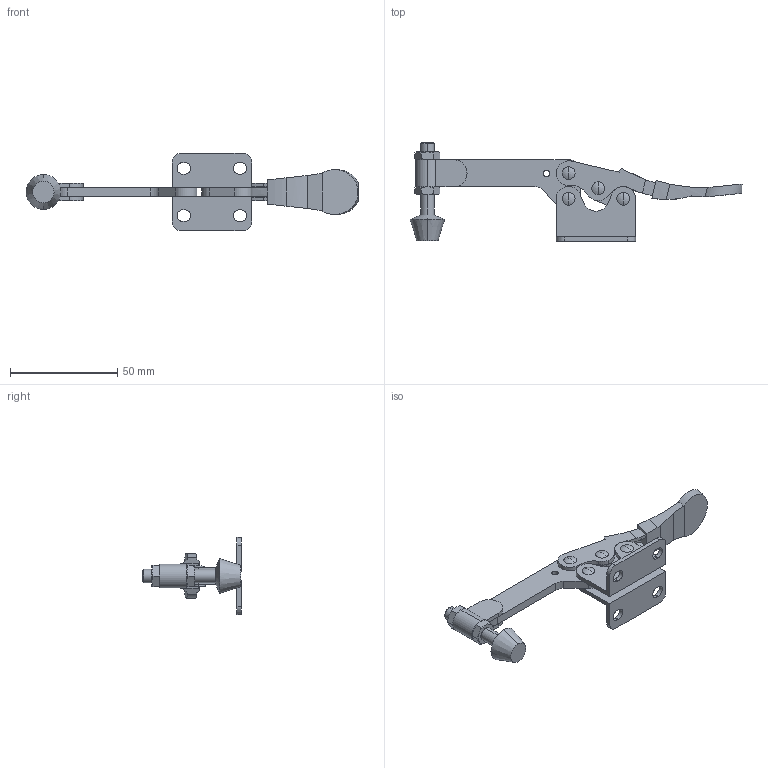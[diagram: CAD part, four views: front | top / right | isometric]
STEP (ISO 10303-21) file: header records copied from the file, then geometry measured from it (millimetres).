
FILE_DESCRIPTION (( 'STEP AP214' ), '1' );
FILE_NAME ('GH-201-BS(Â²¤Æ)-1.STEP', '2020-07-17T08:28:16', ( 'LinWei' ), ( '' ), 'SwSTEP 2.0', 'SolidWorks 2016', '' );
FILE_SCHEMA (( 'AUTOMOTIVE_DESIGN' ));
Length unit declared in the file: millimetre
Products named in the file (6): GH-201-BS(簡化)-1; Group1^GH-201-BS(簡化)-1; Group6^GH-201-BS(簡化)-1; 1201B05-1^GH-201-BS(簡化)-1; 1201BS08--1^GH-201-BS(簡化); Group2^GH-201-BS(簡化)
Assembly tree (5 placements, depth 2):
  GH-201-BS(簡化)-1
    Group1^GH-201-BS(簡化)-1
    Group6^GH-201-BS(簡化)-1
    1201B05-1^GH-201-BS(簡化)-1
    1201BS08--1^GH-201-BS(簡化)
    Group2^GH-201-BS(簡化)
Bounding box: 154.84 x 45.94 x 36 mm (x, y, z)
Volume: 19296.5 mm3; surface area: 16864.1 mm2
Topology: 5 solids, 7 shells, 249 faces, 614 edges, 392 vertices
Faces by surface type: cylinder 110, plane 90, cone 38, sphere 8, bspline 3
Entity records: 8832 total; most frequent: CARTESIAN_POINT 1775, DIRECTION 1281, ORIENTED_EDGE 1228, EDGE_CURVE 614, AXIS2_PLACEMENT_3D 504, VERTEX_POINT 392, EDGE_LOOP 288, VECTOR 273
